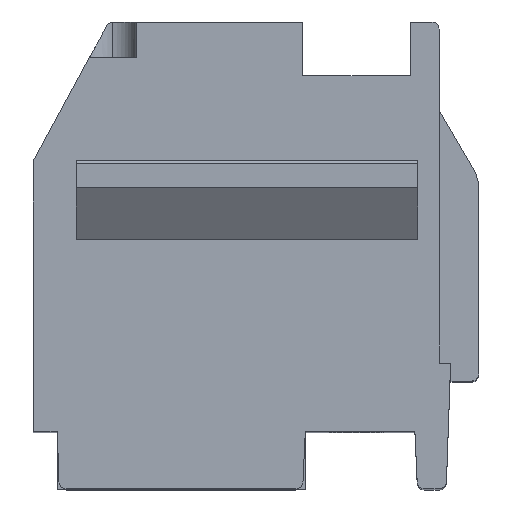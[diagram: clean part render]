
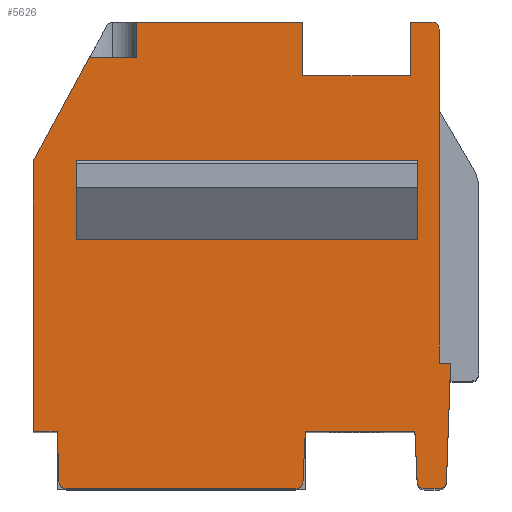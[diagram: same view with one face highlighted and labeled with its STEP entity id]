
A CAD part, top view. The second image highlights one B-rep face of the part: STEP entity #5626.
In plain terms, the highlighted planar face has unit normal (0, 0, 1).
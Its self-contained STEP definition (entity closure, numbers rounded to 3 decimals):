
#34=DIRECTION('',(0.,1.,0.));
#35=VECTOR('',#34,1.55);
#36=CARTESIAN_POINT('',(-5.188,0.15,17.5));
#37=LINE('',#36,#35);
#38=DIRECTION('',(-1.,0.,0.));
#39=VECTOR('',#38,9.5);
#40=CARTESIAN_POINT('',(4.312,0.15,17.5));
#41=LINE('',#40,#39);
#42=DIRECTION('',(0.,1.,0.));
#43=VECTOR('',#42,1.55);
#44=CARTESIAN_POINT('',(4.312,0.15,17.5));
#45=LINE('',#44,#43);
#46=DIRECTION('',(-1.,0.,0.));
#47=VECTOR('',#46,9.5);
#48=CARTESIAN_POINT('',(4.312,1.7,17.5));
#49=LINE('',#48,#47);
#50=DIRECTION('',(0.,-1.,0.));
#51=VECTOR('',#50,7.041);
#52=CARTESIAN_POINT('',(4.912,3.741,17.5));
#53=LINE('',#52,#51);
#54=DIRECTION('',(1.,0.,0.));
#55=VECTOR('',#54,0.32);
#56=CARTESIAN_POINT('',(4.912,-3.3,17.5));
#57=LINE('',#56,#55);
#58=DIRECTION('',(-0.035,-0.999,0.));
#59=VECTOR('',#58,0.502);
#60=CARTESIAN_POINT('',(5.232,-3.3,17.5));
#61=LINE('',#60,#59);
#62=DIRECTION('',(0.035,0.999,0.));
#63=VECTOR('',#62,2.807);
#64=CARTESIAN_POINT('',(5.116,-6.607,17.5));
#65=LINE('',#64,#63);
#66=CARTESIAN_POINT('',(4.916,-6.6,17.5));
#67=DIRECTION('',(0.,0.,-1.));
#68=DIRECTION('',(0.999,-0.035,0.));
#69=AXIS2_PLACEMENT_3D('',#66,#67,#68);
#71=DIRECTION('',(-1.,0.,0.));
#72=VECTOR('',#71,0.416);
#73=CARTESIAN_POINT('',(4.916,-6.8,17.5));
#74=LINE('',#73,#72);
#75=CARTESIAN_POINT('',(4.501,-6.6,17.5));
#76=DIRECTION('',(0.,0.,-1.));
#77=DIRECTION('',(0.,-1.,0.));
#78=AXIS2_PLACEMENT_3D('',#75,#76,#77);
#80=DIRECTION('',(-0.045,0.999,0.));
#81=VECTOR('',#80,1.411);
#82=CARTESIAN_POINT('',(4.301,-6.609,17.5));
#83=LINE('',#82,#81);
#84=DIRECTION('',(-1.,0.,0.));
#85=VECTOR('',#84,3.052);
#86=CARTESIAN_POINT('',(4.237,-5.2,17.5));
#87=LINE('',#86,#85);
#88=DIRECTION('',(0.045,0.999,0.));
#89=VECTOR('',#88,1.411);
#90=CARTESIAN_POINT('',(1.12,-6.609,17.5));
#91=LINE('',#90,#89);
#92=CARTESIAN_POINT('',(0.92,-6.6,17.5));
#93=DIRECTION('',(0.,0.,1.));
#94=DIRECTION('',(0.,-1.,0.));
#95=AXIS2_PLACEMENT_3D('',#92,#93,#94);
#97=DIRECTION('',(1.,0.,0.));
#98=VECTOR('',#97,6.396);
#99=CARTESIAN_POINT('',(-5.475,-6.8,17.5));
#100=LINE('',#99,#98);
#101=CARTESIAN_POINT('',(-5.475,-6.6,17.5));
#102=DIRECTION('',(0.,0.,1.));
#103=DIRECTION('',(-0.999,-0.035,0.));
#104=AXIS2_PLACEMENT_3D('',#101,#102,#103);
#106=DIRECTION('',(0.035,-0.999,0.));
#107=VECTOR('',#106,1.408);
#108=CARTESIAN_POINT('',(-5.724,-5.2,17.5));
#109=LINE('',#108,#107);
#110=DIRECTION('',(0.,1.,0.));
#111=VECTOR('',#110,7.53);
#112=CARTESIAN_POINT('',(-6.388,-5.2,17.5));
#113=LINE('',#112,#111);
#114=DIRECTION('',(-0.477,-0.879,0.));
#115=VECTOR('',#114,3.266);
#116=CARTESIAN_POINT('',(-4.83,5.2,17.5));
#117=LINE('',#116,#115);
#118=DIRECTION('',(1.,0.,0.));
#119=VECTOR('',#118,1.316);
#120=CARTESIAN_POINT('',(-4.83,5.2,17.5));
#121=LINE('',#120,#119);
#122=DIRECTION('',(0.,1.,0.));
#123=VECTOR('',#122,1.);
#124=CARTESIAN_POINT('',(-3.514,5.2,17.5));
#125=LINE('',#124,#123);
#126=DIRECTION('',(-1.,0.,0.));
#127=VECTOR('',#126,4.626);
#128=CARTESIAN_POINT('',(1.112,6.2,17.5));
#129=LINE('',#128,#127);
#130=DIRECTION('',(0.,-1.,0.));
#131=VECTOR('',#130,1.5);
#132=CARTESIAN_POINT('',(1.112,6.2,17.5));
#133=LINE('',#132,#131);
#134=DIRECTION('',(1.,0.,0.));
#135=VECTOR('',#134,3.);
#136=CARTESIAN_POINT('',(1.112,4.7,17.5));
#137=LINE('',#136,#135);
#138=DIRECTION('',(0.,-1.,0.));
#139=VECTOR('',#138,1.5);
#140=CARTESIAN_POINT('',(4.112,6.2,17.5));
#141=LINE('',#140,#139);
#142=DIRECTION('',(-1.,0.,0.));
#143=VECTOR('',#142,0.6);
#144=CARTESIAN_POINT('',(4.712,6.2,17.5));
#145=LINE('',#144,#143);
#146=CARTESIAN_POINT('',(4.712,6.,17.5));
#147=DIRECTION('',(0.,0.,1.));
#148=DIRECTION('',(1.,0.,0.));
#149=AXIS2_PLACEMENT_3D('',#146,#147,#148);
#151=DIRECTION('',(0.,1.,0.));
#152=VECTOR('',#151,2.259);
#153=CARTESIAN_POINT('',(4.912,3.741,17.5));
#154=LINE('',#153,#152);
#2057=DIRECTION('',(1.,0.,0.));
#2058=VECTOR('',#2057,0.664);
#2059=CARTESIAN_POINT('',(-6.388,-5.2,17.5));
#2060=LINE('',#2059,#2058);
#4344=CARTESIAN_POINT('',(4.916,-6.8,17.5));
#4345=CARTESIAN_POINT('',(4.501,-6.8,17.5));
#4346=VERTEX_POINT('',#4344);
#4347=VERTEX_POINT('',#4345);
#4348=CARTESIAN_POINT('',(5.116,-6.607,17.5));
#4349=VERTEX_POINT('',#4348);
#4350=CARTESIAN_POINT('',(-6.388,-5.2,17.5));
#4351=CARTESIAN_POINT('',(-6.388,2.33,17.5));
#4352=VERTEX_POINT('',#4350);
#4353=VERTEX_POINT('',#4351);
#4354=CARTESIAN_POINT('',(4.301,-6.609,17.5));
#4355=CARTESIAN_POINT('',(4.237,-5.2,17.5));
#4356=VERTEX_POINT('',#4354);
#4357=VERTEX_POINT('',#4355);
#4391=CARTESIAN_POINT('',(-4.83,5.2,17.5));
#4392=CARTESIAN_POINT('',(-3.514,5.2,17.5));
#4393=VERTEX_POINT('',#4391);
#4394=VERTEX_POINT('',#4392);
#4395=CARTESIAN_POINT('',(-3.514,6.2,17.5));
#4396=VERTEX_POINT('',#4395);
#4442=CARTESIAN_POINT('',(-5.188,0.15,17.5));
#4443=CARTESIAN_POINT('',(-5.188,1.7,17.5));
#4444=VERTEX_POINT('',#4442);
#4445=VERTEX_POINT('',#4443);
#4446=CARTESIAN_POINT('',(4.312,0.15,17.5));
#4447=CARTESIAN_POINT('',(4.312,1.7,17.5));
#4448=VERTEX_POINT('',#4446);
#4449=VERTEX_POINT('',#4447);
#4502=CARTESIAN_POINT('',(4.912,6.,17.5));
#4503=CARTESIAN_POINT('',(4.712,6.2,17.5));
#4504=VERTEX_POINT('',#4502);
#4505=VERTEX_POINT('',#4503);
#4653=CARTESIAN_POINT('',(4.112,6.2,17.5));
#4654=CARTESIAN_POINT('',(4.112,4.7,17.5));
#4655=VERTEX_POINT('',#4653);
#4656=VERTEX_POINT('',#4654);
#4657=CARTESIAN_POINT('',(1.112,6.2,17.5));
#4658=CARTESIAN_POINT('',(1.112,4.7,17.5));
#4659=VERTEX_POINT('',#4657);
#4660=VERTEX_POINT('',#4658);
#4731=CARTESIAN_POINT('',(-5.675,-6.607,17.5));
#4732=CARTESIAN_POINT('',(-5.475,-6.8,17.5));
#4733=VERTEX_POINT('',#4731);
#4734=VERTEX_POINT('',#4732);
#4735=CARTESIAN_POINT('',(0.92,-6.8,17.5));
#4736=VERTEX_POINT('',#4735);
#4737=CARTESIAN_POINT('',(1.12,-6.609,17.5));
#4738=VERTEX_POINT('',#4737);
#4747=CARTESIAN_POINT('',(1.184,-5.2,17.5));
#4749=VERTEX_POINT('',#4747);
#4753=CARTESIAN_POINT('',(-5.724,-5.2,17.5));
#4754=VERTEX_POINT('',#4753);
#5501=CARTESIAN_POINT('',(4.912,3.741,17.5));
#5502=CARTESIAN_POINT('',(4.912,-3.3,17.5));
#5503=VERTEX_POINT('',#5501);
#5504=VERTEX_POINT('',#5502);
#5505=CARTESIAN_POINT('',(5.232,-3.3,17.5));
#5506=VERTEX_POINT('',#5505);
#5507=CARTESIAN_POINT('',(5.214,-3.802,17.5));
#5508=VERTEX_POINT('',#5507);
#5557=CARTESIAN_POINT('',(0.,0.,17.5));
#5558=DIRECTION('',(0.,0.,1.));
#5559=DIRECTION('',(1.,0.,0.));
#5560=AXIS2_PLACEMENT_3D('',#5557,#5558,#5559);
#5561=PLANE('',#5560);
#5563=ORIENTED_EDGE('',*,*,#5562,.T.);
#5565=ORIENTED_EDGE('',*,*,#5564,.T.);
#5567=ORIENTED_EDGE('',*,*,#5566,.T.);
#5569=ORIENTED_EDGE('',*,*,#5568,.F.);
#5571=ORIENTED_EDGE('',*,*,#5570,.T.);
#5573=ORIENTED_EDGE('',*,*,#5572,.T.);
#5575=ORIENTED_EDGE('',*,*,#5574,.T.);
#5577=ORIENTED_EDGE('',*,*,#5576,.T.);
#5579=ORIENTED_EDGE('',*,*,#5578,.T.);
#5581=ORIENTED_EDGE('',*,*,#5580,.F.);
#5583=ORIENTED_EDGE('',*,*,#5582,.F.);
#5585=ORIENTED_EDGE('',*,*,#5584,.F.);
#5587=ORIENTED_EDGE('',*,*,#5586,.F.);
#5589=ORIENTED_EDGE('',*,*,#5588,.F.);
#5591=ORIENTED_EDGE('',*,*,#5590,.F.);
#5593=ORIENTED_EDGE('',*,*,#5592,.T.);
#5595=ORIENTED_EDGE('',*,*,#5594,.F.);
#5597=ORIENTED_EDGE('',*,*,#5596,.T.);
#5599=ORIENTED_EDGE('',*,*,#5598,.T.);
#5601=ORIENTED_EDGE('',*,*,#5600,.F.);
#5603=ORIENTED_EDGE('',*,*,#5602,.T.);
#5605=ORIENTED_EDGE('',*,*,#5604,.T.);
#5607=ORIENTED_EDGE('',*,*,#5606,.F.);
#5609=ORIENTED_EDGE('',*,*,#5608,.F.);
#5611=ORIENTED_EDGE('',*,*,#5610,.F.);
#5613=ORIENTED_EDGE('',*,*,#5612,.F.);
#5614=EDGE_LOOP('',(#5563,#5565,#5567,#5569,#5571,#5573,#5575,#5577,#5579,#5581,
#5583,#5585,#5587,#5589,#5591,#5593,#5595,#5597,#5599,#5601,#5603,#5605,#5607,
#5609,#5611,#5613));
#5615=FACE_OUTER_BOUND('',#5614,.F.);
#5617=ORIENTED_EDGE('',*,*,#5616,.F.);
#5619=ORIENTED_EDGE('',*,*,#5618,.F.);
#5621=ORIENTED_EDGE('',*,*,#5620,.T.);
#5623=ORIENTED_EDGE('',*,*,#5622,.T.);
#5624=EDGE_LOOP('',(#5617,#5619,#5621,#5623));
#5625=FACE_BOUND('',#5624,.F.);
#70=CIRCLE('',#69,0.2);
#79=CIRCLE('',#78,0.2);
#96=CIRCLE('',#95,0.2);
#105=CIRCLE('',#104,0.2);
#150=CIRCLE('',#149,0.2);
#5562=EDGE_CURVE('',#5503,#5504,#53,.T.);
#5564=EDGE_CURVE('',#5504,#5506,#57,.T.);
#5566=EDGE_CURVE('',#5506,#5508,#61,.T.);
#5568=EDGE_CURVE('',#4349,#5508,#65,.T.);
#5570=EDGE_CURVE('',#4349,#4346,#70,.T.);
#5572=EDGE_CURVE('',#4346,#4347,#74,.T.);
#5574=EDGE_CURVE('',#4347,#4356,#79,.T.);
#5576=EDGE_CURVE('',#4356,#4357,#83,.T.);
#5578=EDGE_CURVE('',#4357,#4749,#87,.T.);
#5580=EDGE_CURVE('',#4738,#4749,#91,.T.);
#5582=EDGE_CURVE('',#4736,#4738,#96,.T.);
#5584=EDGE_CURVE('',#4734,#4736,#100,.T.);
#5586=EDGE_CURVE('',#4733,#4734,#105,.T.);
#5588=EDGE_CURVE('',#4754,#4733,#109,.T.);
#5590=EDGE_CURVE('',#4352,#4754,#2060,.T.);
#5592=EDGE_CURVE('',#4352,#4353,#113,.T.);
#5594=EDGE_CURVE('',#4393,#4353,#117,.T.);
#5596=EDGE_CURVE('',#4393,#4394,#121,.T.);
#5598=EDGE_CURVE('',#4394,#4396,#125,.T.);
#5600=EDGE_CURVE('',#4659,#4396,#129,.T.);
#5602=EDGE_CURVE('',#4659,#4660,#133,.T.);
#5604=EDGE_CURVE('',#4660,#4656,#137,.T.);
#5606=EDGE_CURVE('',#4655,#4656,#141,.T.);
#5608=EDGE_CURVE('',#4505,#4655,#145,.T.);
#5610=EDGE_CURVE('',#4504,#4505,#150,.T.);
#5612=EDGE_CURVE('',#5503,#4504,#154,.T.);
#5616=EDGE_CURVE('',#4444,#4445,#37,.T.);
#5618=EDGE_CURVE('',#4448,#4444,#41,.T.);
#5620=EDGE_CURVE('',#4448,#4449,#45,.T.);
#5622=EDGE_CURVE('',#4449,#4445,#49,.T.);
#5626=ADVANCED_FACE('',(#5615,#5625),#5561,.T.);
